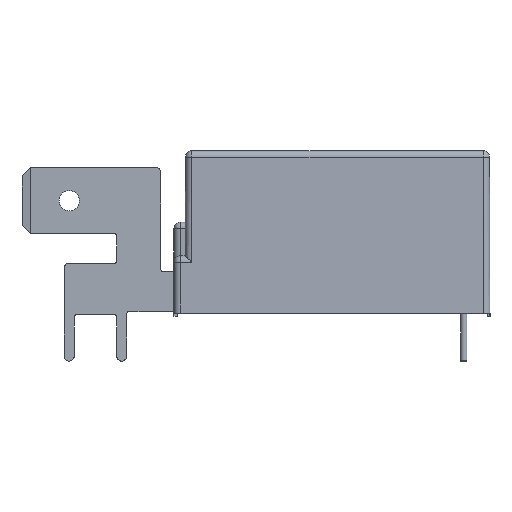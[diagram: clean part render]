
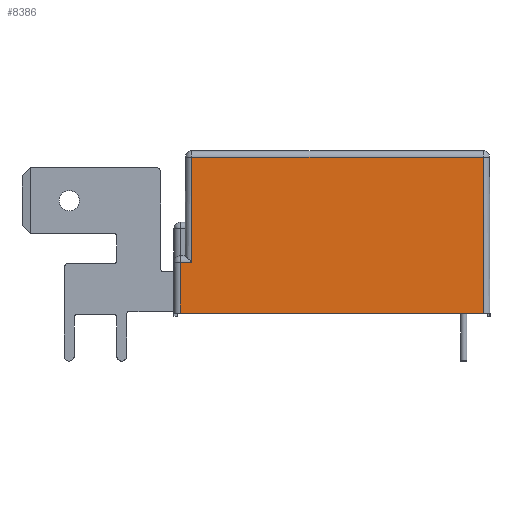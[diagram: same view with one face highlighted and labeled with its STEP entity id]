
A CAD part, front view. The second image highlights one B-rep face of the part: STEP entity #8386.
In plain terms, the highlighted planar face has unit normal (0, -1, 0.003).
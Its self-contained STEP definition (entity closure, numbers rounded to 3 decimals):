
#75 = EDGE_CURVE ( 'NONE', #8585, #8591, #1059, .T. ) ;
#76 = EDGE_CURVE ( 'NONE', #8591, #8553, #1060, .T. ) ;
#77 = EDGE_CURVE ( 'NONE', #8547, #8589, #1063, .T. ) ;
#78 = EDGE_CURVE ( 'NONE', #8589, #8594, #1065, .T. ) ;
#79 = EDGE_CURVE ( 'NONE', #8594, #8585, #1067, .T. ) ;
#1059 = LINE ( 'NONE', #7137, #1062 ) ;
#1060 = LINE ( 'NONE', #7133, #1064 ) ;
#1062 = VECTOR ( 'NONE', #7139, 1000. ) ;
#1063 = LINE ( 'NONE', #7141, #1066 ) ;
#1064 = VECTOR ( 'NONE', #7140, 1000. ) ;
#1065 = LINE ( 'NONE', #7143, #1068 ) ;
#1066 = VECTOR ( 'NONE', #7142, 1000. ) ;
#1067 = LINE ( 'NONE', #7145, #1070 ) ;
#1068 = VECTOR ( 'NONE', #7144, 1000. ) ;
#1070 = VECTOR ( 'NONE', #7146, 1000. ) ;
#2535 = LINE ( 'NONE', #3180, #2538 ) ;
#2538 = VECTOR ( 'NONE', #3181, 1000. ) ;
#3180 = CARTESIAN_POINT ( 'NONE',  ( -14.485, -6.24, 0. ) ) ;
#3181 = DIRECTION ( 'NONE',  ( 1., 0., 0. ) ) ;
#5638 = FACE_OUTER_BOUND ( 'NONE', #8032, .T. ) ;
#5835 = AXIS2_PLACEMENT_3D ( 'NONE', #6069, #6074, #6075 ) ;
#6068 = PLANE ( 'NONE',  #5835 ) ;
#6069 = CARTESIAN_POINT ( 'NONE',  ( -14.485, -6.24, 0. ) ) ;
#6074 = DIRECTION ( 'NONE',  ( 0., -1., 0.003 ) ) ;
#6075 = DIRECTION ( 'NONE',  ( 0., -0.003, -1. ) ) ;
#6437 = CARTESIAN_POINT ( 'NONE',  ( 13.885, -6.24, 0. ) ) ;
#6443 = CARTESIAN_POINT ( 'NONE',  ( -14.935, -6.24, 0. ) ) ;
#6475 = CARTESIAN_POINT ( 'NONE',  ( -13.869, -6.224, 4.842 ) ) ;
#6479 = CARTESIAN_POINT ( 'NONE',  ( 13.835, -6.19, 14.822 ) ) ;
#6481 = CARTESIAN_POINT ( 'NONE',  ( -14.935, -6.224, 4.842 ) ) ;
#6484 = CARTESIAN_POINT ( 'NONE',  ( -13.835, -6.19, 14.822 ) ) ;
#7133 = CARTESIAN_POINT ( 'NONE',  ( -14.935, -6.24, 0. ) ) ;
#7137 = CARTESIAN_POINT ( 'NONE',  ( -14.485, -6.224, 4.842 ) ) ;
#7139 = DIRECTION ( 'NONE',  ( -1., 0., 0. ) ) ;
#7140 = DIRECTION ( 'NONE',  ( 0., -0.003, -1. ) ) ;
#7141 = CARTESIAN_POINT ( 'NONE',  ( 13.885, -6.24, 0.095 ) ) ;
#7142 = DIRECTION ( 'NONE',  ( -0.003, 0.003, 1. ) ) ;
#7143 = CARTESIAN_POINT ( 'NONE',  ( -14.433, -6.19, 14.822 ) ) ;
#7144 = DIRECTION ( 'NONE',  ( -1., 0., 0. ) ) ;
#7145 = CARTESIAN_POINT ( 'NONE',  ( -13.885, -6.24, -0.002 ) ) ;
#7146 = DIRECTION ( 'NONE',  ( -0.003, -0.003, -1. ) ) ;
#7459 = EDGE_CURVE ( 'NONE', #8553, #8547, #2535, .T. ) ;
#7798 = ORIENTED_EDGE ( 'NONE', *, *, #75, .T. ) ;
#7799 = ORIENTED_EDGE ( 'NONE', *, *, #76, .T. ) ;
#7800 = ORIENTED_EDGE ( 'NONE', *, *, #7459, .T. ) ;
#7801 = ORIENTED_EDGE ( 'NONE', *, *, #77, .T. ) ;
#7802 = ORIENTED_EDGE ( 'NONE', *, *, #78, .T. ) ;
#7803 = ORIENTED_EDGE ( 'NONE', *, *, #79, .T. ) ;
#8032 = EDGE_LOOP ( 'NONE', ( #7798, #7799, #7800, #7801, #7802, #7803 ) ) ;
#8386 = ADVANCED_FACE ( 'NONE', ( #5638 ), #6068, .T. ) ;
#8547 = VERTEX_POINT ( 'NONE', #6437 ) ;
#8553 = VERTEX_POINT ( 'NONE', #6443 ) ;
#8585 = VERTEX_POINT ( 'NONE', #6475 ) ;
#8589 = VERTEX_POINT ( 'NONE', #6479 ) ;
#8591 = VERTEX_POINT ( 'NONE', #6481 ) ;
#8594 = VERTEX_POINT ( 'NONE', #6484 ) ;
